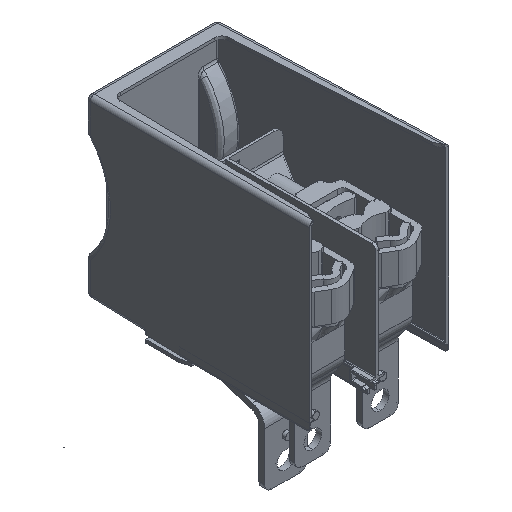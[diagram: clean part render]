
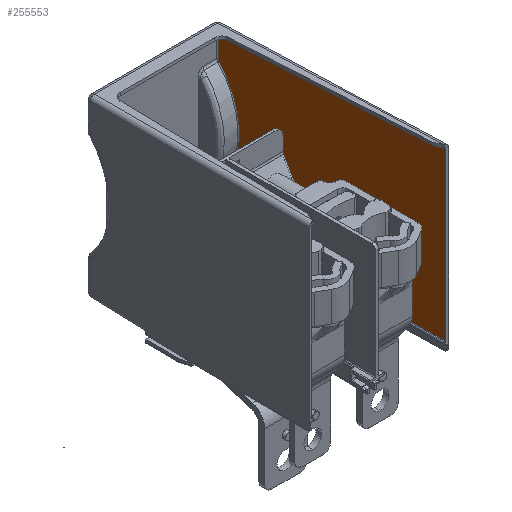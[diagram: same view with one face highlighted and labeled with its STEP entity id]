
A CAD part, isometric view. The second image highlights one B-rep face of the part: STEP entity #255553.
In plain terms, the highlighted face is planar.
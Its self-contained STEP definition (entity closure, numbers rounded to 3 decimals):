
#220274=CARTESIAN_POINT('',(-457.5,613.558,
-44.288));
#220275=CARTESIAN_POINT('',(-457.54,613.593,
-44.288));
#220276=CARTESIAN_POINT('',(-457.624,613.66,
-44.287));
#220277=CARTESIAN_POINT('',(-457.756,613.753,
-44.285));
#220278=CARTESIAN_POINT('',(-457.895,613.835,
-44.284));
#220279=CARTESIAN_POINT('',(-458.039,613.907,
-44.282));
#220280=CARTESIAN_POINT('',(-458.188,613.969,
-44.281));
#220281=CARTESIAN_POINT('',(-458.34,614.02,
-44.28));
#220282=CARTESIAN_POINT('',(-458.497,614.06,
-44.28));
#220283=CARTESIAN_POINT('',(-458.655,614.089,
-44.279));
#220284=CARTESIAN_POINT('',(-458.816,614.106,
-44.279));
#220285=CARTESIAN_POINT('',(-458.923,614.11,
-44.279));
#220286=CARTESIAN_POINT('',(-458.977,614.11,
-44.279));
#220291=CARTESIAN_POINT('',(-382.646,613.499,
-44.289));
#220292=CARTESIAN_POINT('',(-383.124,613.084,
-44.297));
#220293=CARTESIAN_POINT('',(-384.093,612.272,
-44.311));
#220294=CARTESIAN_POINT('',(-385.588,611.1,
-44.331));
#220295=CARTESIAN_POINT('',(-387.121,609.98,
-44.351));
#220296=CARTESIAN_POINT('',(-388.69,608.911,
-44.37));
#220297=CARTESIAN_POINT('',(-390.293,607.895,
-44.387));
#220298=CARTESIAN_POINT('',(-391.93,606.932,
-44.404));
#220299=CARTESIAN_POINT('',(-393.597,606.025,
-44.42));
#220300=CARTESIAN_POINT('',(-395.294,605.174,
-44.435));
#220301=CARTESIAN_POINT('',(-397.018,604.379,
-44.449));
#220302=CARTESIAN_POINT('',(-398.768,603.643,
-44.462));
#220303=CARTESIAN_POINT('',(-400.541,602.965,
-44.473));
#220304=CARTESIAN_POINT('',(-402.335,602.346,
-44.484));
#220305=CARTESIAN_POINT('',(-404.15,601.787,
-44.494));
#220306=CARTESIAN_POINT('',(-405.982,601.289,
-44.503));
#220307=CARTESIAN_POINT('',(-407.829,600.852,
-44.51));
#220308=CARTESIAN_POINT('',(-409.69,600.477,
-44.517));
#220309=CARTESIAN_POINT('',(-411.562,600.164,
-44.522));
#220310=CARTESIAN_POINT('',(-413.444,599.913,
-44.527));
#220311=CARTESIAN_POINT('',(-415.333,599.726,
-44.53));
#220312=CARTESIAN_POINT('',(-417.227,599.6,
-44.532));
#220313=CARTESIAN_POINT('',(-419.124,599.538,
-44.533));
#220314=CARTESIAN_POINT('',(-421.022,599.54,
-44.533));
#220315=CARTESIAN_POINT('',(-422.92,599.604,
-44.532));
#220316=CARTESIAN_POINT('',(-424.814,599.731,
-44.53));
#220317=CARTESIAN_POINT('',(-426.702,599.921,
-44.526));
#220318=CARTESIAN_POINT('',(-428.584,600.174,
-44.522));
#220319=CARTESIAN_POINT('',(-430.456,600.49,
-44.517));
#220320=CARTESIAN_POINT('',(-432.316,600.867,
-44.51));
#220321=CARTESIAN_POINT('',(-434.163,601.306,
-44.502));
#220322=CARTESIAN_POINT('',(-435.994,601.806,
-44.494));
#220323=CARTESIAN_POINT('',(-437.808,602.367,
-44.484));
#220324=CARTESIAN_POINT('',(-439.602,602.988,
-44.473));
#220325=CARTESIAN_POINT('',(-441.374,603.668,
-44.461));
#220326=CARTESIAN_POINT('',(-443.123,604.407,
-44.448));
#220327=CARTESIAN_POINT('',(-444.846,605.204,
-44.434));
#220328=CARTESIAN_POINT('',(-446.542,606.057,
-44.419));
#220329=CARTESIAN_POINT('',(-448.208,606.966,
-44.404));
#220330=CARTESIAN_POINT('',(-449.843,607.93,
-44.387));
#220331=CARTESIAN_POINT('',(-451.446,608.949,
-44.369));
#220332=CARTESIAN_POINT('',(-453.014,610.019,
-44.35));
#220333=CARTESIAN_POINT('',(-454.545,611.142,
-44.331));
#220334=CARTESIAN_POINT('',(-456.045,612.32,
-44.31));
#220335=CARTESIAN_POINT('',(-457.019,613.139,
-44.296));
#220336=CARTESIAN_POINT('',(-457.5,613.558,
-44.288));
#220341=CARTESIAN_POINT('',(-381.008,614.11,
-44.279));
#220342=CARTESIAN_POINT('',(-381.068,614.11,
-44.279));
#220343=CARTESIAN_POINT('',(-381.187,614.106,
-44.279));
#220344=CARTESIAN_POINT('',(-381.365,614.087,
-44.279));
#220345=CARTESIAN_POINT('',(-381.54,614.055,
-44.28));
#220346=CARTESIAN_POINT('',(-381.714,614.011,
-44.281));
#220347=CARTESIAN_POINT('',(-381.883,613.954,
-44.282));
#220348=CARTESIAN_POINT('',(-382.048,613.886,
-44.283));
#220349=CARTESIAN_POINT('',(-382.208,613.806,
-44.284));
#220350=CARTESIAN_POINT('',(-382.362,613.715,
-44.286));
#220351=CARTESIAN_POINT('',(-382.509,613.613,
-44.288));
#220352=CARTESIAN_POINT('',(-382.601,613.538,
-44.289));
#220353=CARTESIAN_POINT('',(-382.646,613.499,
-44.289));
#220358=DIRECTION('',(-1.,0.,0.));
#220359=VECTOR('',#220358,19.733);
#220360=CARTESIAN_POINT('',(-361.275,614.11,
-44.279));
#220361=LINE('',#220360,#220359);
#220365=DIRECTION('',(-0.017,1.,0.017));
#220366=VECTOR('',#220365,157.177);
#220367=CARTESIAN_POINT('',(-358.532,456.981,
-47.022));
#220368=LINE('',#220367,#220366);
#220372=DIRECTION('',(-0.009,-1.,
-0.017));
#220373=VECTOR('',#220372,157.159);
#220374=CARTESIAN_POINT('',(-474.346,614.11,
-44.279));
#220375=LINE('',#220374,#220373);
#220379=DIRECTION('',(-1.,0.,0.));
#220380=VECTOR('',#220379,15.369);
#220381=CARTESIAN_POINT('',(-458.977,614.11,
-44.279));
#220382=LINE('',#220381,#220380);
#221550=DIRECTION('',(1.,0.,0.));
#221551=VECTOR('',#221550,117.184);
#221552=CARTESIAN_POINT('',(-475.716,456.981,
-47.022));
#221553=LINE('',#221552,#221551);
#249122=CARTESIAN_POINT('',(-474.346,614.11,
-44.279));
#249123=CARTESIAN_POINT('',(-475.716,456.981,
-47.022));
#249124=VERTEX_POINT('',#249122);
#249125=VERTEX_POINT('',#249123);
#249134=CARTESIAN_POINT('',(-358.532,456.981,
-47.022));
#249135=CARTESIAN_POINT('',(-361.275,614.11,
-44.279));
#249136=VERTEX_POINT('',#249134);
#249137=VERTEX_POINT('',#249135);
#249166=CARTESIAN_POINT('',(-457.5,613.558,
-44.288));
#249167=VERTEX_POINT('',#249166);
#249168=VERTEX_POINT('',#220286);
#249169=CARTESIAN_POINT('',(-381.008,614.11,
-44.279));
#249170=VERTEX_POINT('',#249169);
#249171=VERTEX_POINT('',#220353);
#255530=CARTESIAN_POINT('',(-436.12,459.446,
-46.978));
#255531=DIRECTION('',(0.,0.017,-1.));
#255532=DIRECTION('',(0.,-1.,-0.017));
#255533=AXIS2_PLACEMENT_3D('',#255530,#255531,#255532);
#255534=PLANE('',#255533);
#255536=ORIENTED_EDGE('',*,*,#255535,.F.);
#255538=ORIENTED_EDGE('',*,*,#255537,.F.);
#255540=ORIENTED_EDGE('',*,*,#255539,.F.);
#255542=ORIENTED_EDGE('',*,*,#255541,.F.);
#255544=ORIENTED_EDGE('',*,*,#255543,.F.);
#255546=ORIENTED_EDGE('',*,*,#255545,.F.);
#255548=ORIENTED_EDGE('',*,*,#255547,.F.);
#255550=ORIENTED_EDGE('',*,*,#255549,.F.);
#255551=EDGE_LOOP('',(#255536,#255538,#255540,#255542,#255544,#255546,#255548,
#255550));
#255552=FACE_OUTER_BOUND('',#255551,.F.);
#220287=B_SPLINE_CURVE_WITH_KNOTS('',3,(#220274,#220275,#220276,#220277,#220278,
#220279,#220280,#220281,#220282,#220283,#220284,#220285,#220286),.UNSPECIFIED.,
.F.,.F.,(4,1,1,1,1,1,1,1,1,1,4),(0.,0.1,0.2,0.3,0.4,0.5,0.6,0.7,
0.8,0.9,1.),.UNSPECIFIED.);
#220337=B_SPLINE_CURVE_WITH_KNOTS('',3,(#220291,#220292,#220293,#220294,#220295,
#220296,#220297,#220298,#220299,#220300,#220301,#220302,#220303,#220304,#220305,
#220306,#220307,#220308,#220309,#220310,#220311,#220312,#220313,#220314,#220315,
#220316,#220317,#220318,#220319,#220320,#220321,#220322,#220323,#220324,#220325,
#220326,#220327,#220328,#220329,#220330,#220331,#220332,#220333,#220334,#220335,
#220336),.UNSPECIFIED.,.F.,.F.,(4,1,1,1,1,1,1,1,1,1,1,1,1,1,1,1,1,1,1,1,1,1,1,1,
1,1,1,1,1,1,1,1,1,1,1,1,1,1,1,1,1,1,1,4),(0.,0.023,
0.047,0.07,0.093,0.116,
0.14,0.163,0.186,0.209,
0.233,0.256,0.279,0.302,
0.326,0.349,0.372,0.395,
0.419,0.442,0.465,0.488,
0.512,0.535,0.558,0.581,
0.605,0.628,0.651,0.674,
0.698,0.721,0.744,0.767,
0.791,0.814,0.837,0.86,
0.884,0.907,0.93,0.953,
0.977,1.),.UNSPECIFIED.);
#220354=B_SPLINE_CURVE_WITH_KNOTS('',3,(#220341,#220342,#220343,#220344,#220345,
#220346,#220347,#220348,#220349,#220350,#220351,#220352,#220353),.UNSPECIFIED.,
.F.,.F.,(4,1,1,1,1,1,1,1,1,1,4),(0.,0.1,0.2,0.3,0.4,0.5,0.6,0.7,
0.8,0.9,1.),.UNSPECIFIED.);
#255535=EDGE_CURVE('',#249167,#249168,#220287,.T.);
#255537=EDGE_CURVE('',#249171,#249167,#220337,.T.);
#255539=EDGE_CURVE('',#249170,#249171,#220354,.T.);
#255541=EDGE_CURVE('',#249137,#249170,#220361,.T.);
#255543=EDGE_CURVE('',#249136,#249137,#220368,.T.);
#255545=EDGE_CURVE('',#249125,#249136,#221553,.T.);
#255547=EDGE_CURVE('',#249124,#249125,#220375,.T.);
#255549=EDGE_CURVE('',#249168,#249124,#220382,.T.);
#255553=ADVANCED_FACE('',(#255552),#255534,.F.);
